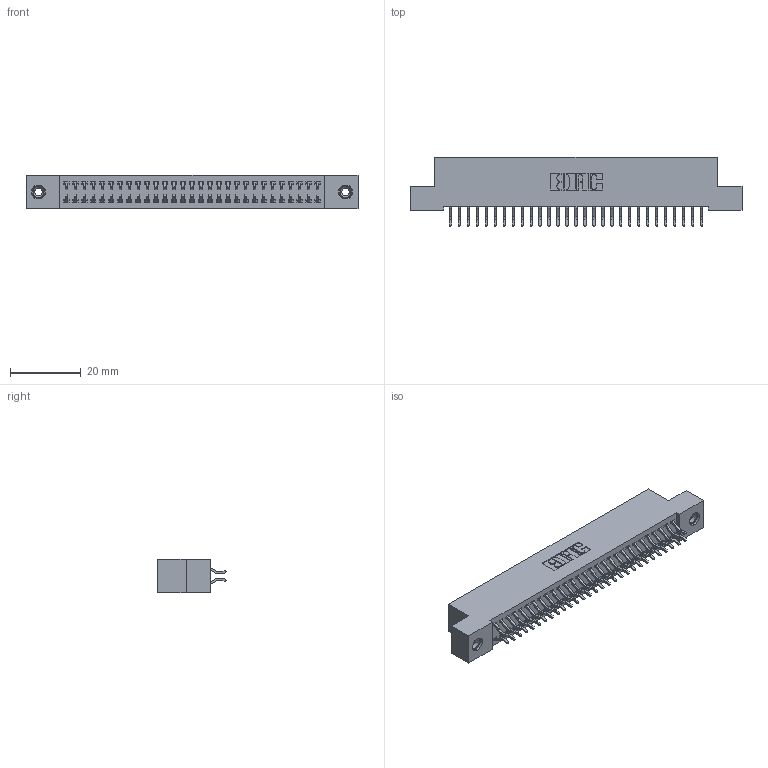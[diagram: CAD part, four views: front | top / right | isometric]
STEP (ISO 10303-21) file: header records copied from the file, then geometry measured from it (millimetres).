
FILE_DESCRIPTION (( 'STEP AP203' ), '1' );
FILE_NAME ('342-058-556-208.STEP', '2019-10-03T13:00:12', ( '' ), ( '' ), 'SwSTEP 2.0', 'SolidWorks 2016', '' );
FILE_SCHEMA (( 'CONFIG_CONTROL_DESIGN' ));
Length unit declared in the file: inch
Products named in the file (4): 342 Part_TI; 345-292-001_556 Tail; 345-250-001_345-250-003-102; 342-058-556-208
Assembly tree (61 placements, depth 2):
  342-058-556-208
    342 Part_TI
    345-292-001_556 Tail  x58
    345-250-001_345-250-003-102  x2
Bounding box: 93.98 x 19.58 x 9.4 mm (x, y, z)
Volume: 8375.4 mm3; surface area: 13266.7 mm2
Topology: 61 solids, 61 shells, 3534 faces, 10469 edges, 6894 vertices
Faces by surface type: plane 2418, cylinder 1100, cone 12, torus 4
Entity records: 21612 total; most frequent: CARTESIAN_POINT 3593, ORIENTED_EDGE 3510, DIRECTION 3113, EDGE_CURVE 1755, LINE 1599, VECTOR 1599, VERTEX_POINT 1164, AXIS2_PLACEMENT_3D 757
